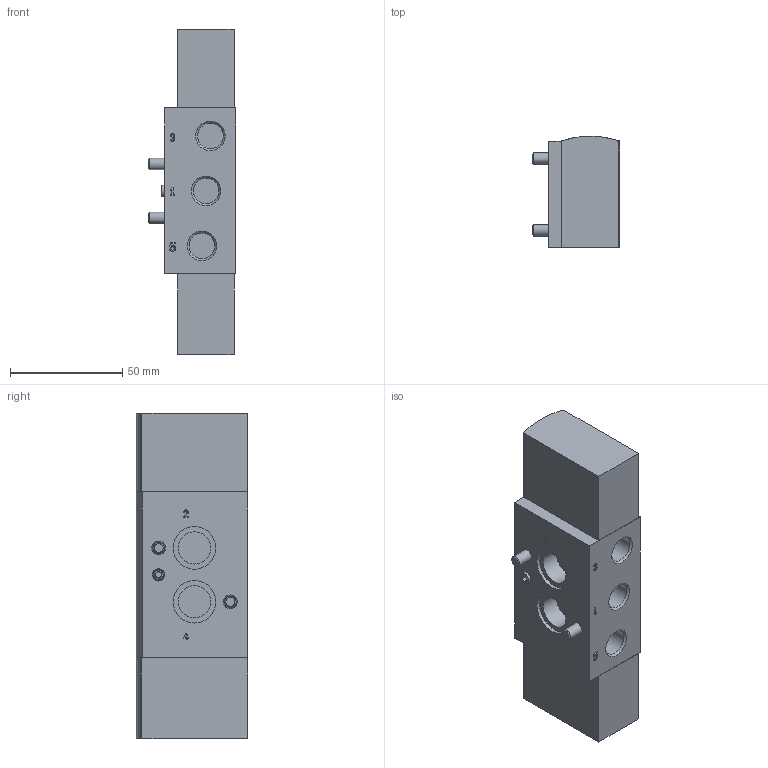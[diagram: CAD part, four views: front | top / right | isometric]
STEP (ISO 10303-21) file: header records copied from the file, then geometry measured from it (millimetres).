
FILE_DESCRIPTION(/* description */ ('STEP AP214'),/* implementation_level */ '2;1');
FILE_NAME(/* name */ '8114685_VSNC-F-P53U-M-G14-P2',/* time_stamp */ '2024-09-17T05:21:44+02:00',/* author */ ('License CC BY-ND 4.0'),/* organization */ ('CADENAS'),/* preprocessor_version */ 'ST-DEVELOPER v19.3',/* originating_system */ 'PARTsolutions',/* authorisation */ ' ');
FILE_SCHEMA (('AUTOMOTIVE_DESIGN {1 0 10303 214 3 1 1}'));
Length unit declared in the file: millimetre
Products named in the file (4): 8114685 VSNC-F-P53U-M-G14-P2; 8026033 VSNC-F-P53U-M--G14-P2---(geh); DIN-913 - M5x10; DIN-912 - M5x33.5(F)
Assembly tree (4 placements, depth 2):
  8114685 VSNC-F-P53U-M-G14-P2
    8026033 VSNC-F-P53U-M--G14-P2---(geh)
    DIN-913 - M5x10
    DIN-912 - M5x33.5(F)  x2
Bounding box: 39.1 x 49.8 x 145 mm (x, y, z)
Volume: 193504.5 mm3; surface area: 31655.1 mm2
Topology: 4 solids, 4 shells, 218 faces, 469 edges, 287 vertices
Faces by surface type: plane 122, cylinder 48, cone 44, torus 4
Full cylindrical faces by diameter (mm): 2.5 x4, 3.242 x4, 5 x7, 5.5 x2, 8.5 x2, 10 x2, 11.445 x3, 14.4 x2, 19 x2
Entity records: 6020 total; most frequent: DIRECTION 870, CARTESIAN_POINT 860, ORIENTED_EDGE 722, EDGE_CURVE 361, AXIS2_PLACEMENT_3D 326, FACE_BOUND 277, EDGE_LOOP 272, VERTEX_POINT 260
